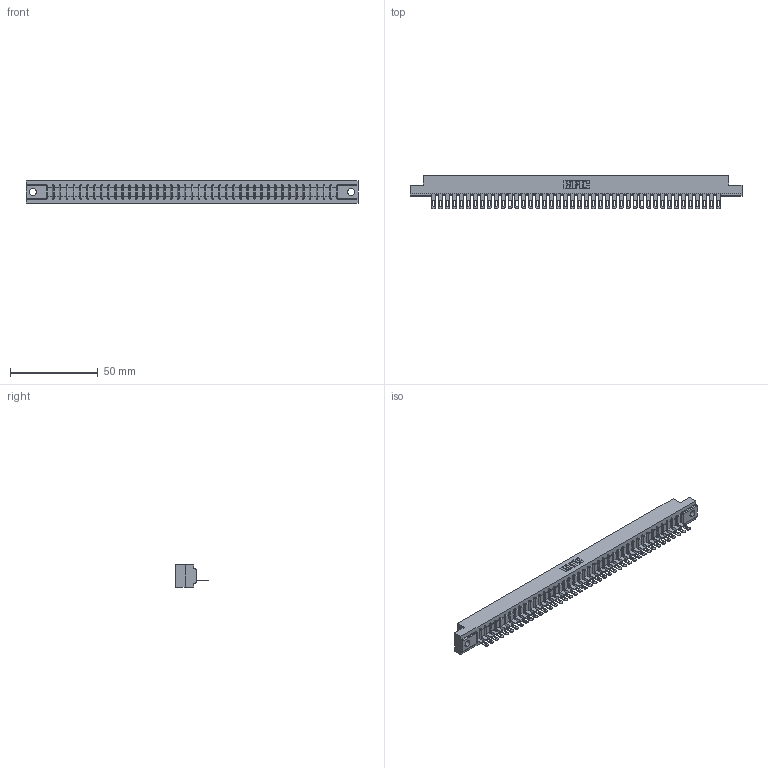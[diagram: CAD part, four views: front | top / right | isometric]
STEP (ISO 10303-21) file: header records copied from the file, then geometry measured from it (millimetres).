
FILE_DESCRIPTION (( 'STEP AP203' ), '1' );
FILE_NAME ('357-042-505-104.STEP', '2018-08-11T07:30:36', ( '' ), ( '' ), 'SwSTEP 2.0', 'SolidWorks 2016', '' );
FILE_SCHEMA (( 'CONFIG_CONTROL_DESIGN' ));
Length unit declared in the file: inch
Products named in the file (3): 307 Part_.156 Dia Mounting Holes; 307-290-001_505; 357-042-505-104
Assembly tree (43 placements, depth 2):
  357-042-505-104
    307 Part_.156 Dia Mounting Holes
    307-290-001_505  x42
Bounding box: 189.43 x 19.18 x 12.7 mm (x, y, z)
Volume: 19616.5 mm3; surface area: 20946.4 mm2
Topology: 43 solids, 43 shells, 2527 faces, 7163 edges, 4602 vertices
Faces by surface type: plane 1596, cylinder 845, sphere 86
Entity records: 36398 total; most frequent: CARTESIAN_POINT 6134, ORIENTED_EDGE 6118, DIRECTION 5959, EDGE_CURVE 3059, VECTOR 2353, LINE 2353, VERTEX_POINT 1978, AXIS2_PLACEMENT_3D 1803
